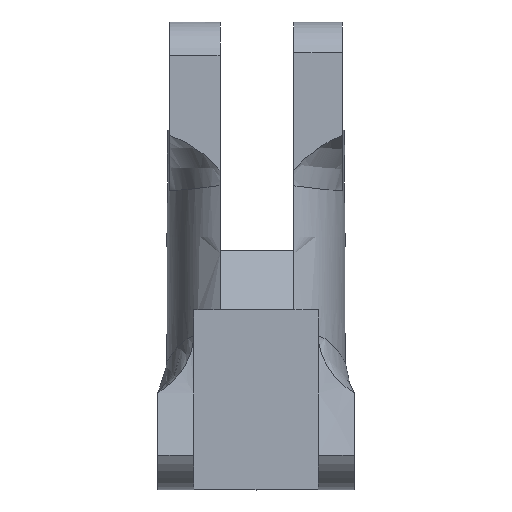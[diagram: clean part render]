
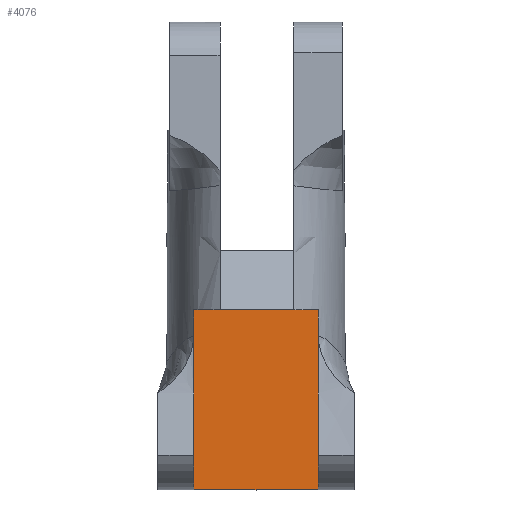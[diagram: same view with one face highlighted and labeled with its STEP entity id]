
A CAD part, top view. The second image highlights one B-rep face of the part: STEP entity #4076.
In plain terms, the highlighted planar face has unit normal (0, 0, 1).
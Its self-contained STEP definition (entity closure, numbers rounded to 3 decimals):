
#205=DIRECTION('',(-1.,0.,0.));
#206=VECTOR('',#205,10.4);
#207=CARTESIAN_POINT('',(5.2,0.,8.));
#208=LINE('',#207,#206);
#269=DIRECTION('',(0.,-1.,0.));
#270=VECTOR('',#269,15.);
#271=CARTESIAN_POINT('',(5.2,15.,8.));
#272=LINE('',#271,#270);
#876=DIRECTION('',(1.,0.,0.));
#877=VECTOR('',#876,2.05);
#878=CARTESIAN_POINT('',(3.15,15.,8.));
#879=LINE('',#878,#877);
#1167=DIRECTION('',(1.,0.,0.));
#1168=VECTOR('',#1167,6.15);
#1169=CARTESIAN_POINT('',(-3.,15.,8.));
#1170=LINE('',#1169,#1168);
#1207=DIRECTION('',(0.,1.,0.));
#1208=VECTOR('',#1207,15.);
#1209=CARTESIAN_POINT('',(-5.2,0.,8.));
#1210=LINE('',#1209,#1208);
#1437=DIRECTION('',(1.,0.,0.));
#1438=VECTOR('',#1437,2.2);
#1439=CARTESIAN_POINT('',(-5.2,15.,8.));
#1440=LINE('',#1439,#1438);
#1649=CARTESIAN_POINT('',(-5.2,15.,8.));
#1651=VERTEX_POINT('',#1649);
#1659=CARTESIAN_POINT('',(5.2,15.,8.));
#1660=VERTEX_POINT('',#1659);
#1673=CARTESIAN_POINT('',(-5.2,0.,8.));
#1675=VERTEX_POINT('',#1673);
#1726=CARTESIAN_POINT('',(5.2,0.,8.));
#1727=VERTEX_POINT('',#1726);
#1728=CARTESIAN_POINT('',(-3.,15.,8.));
#1729=VERTEX_POINT('',#1728);
#1730=CARTESIAN_POINT('',(3.15,15.,8.));
#1731=VERTEX_POINT('',#1730);
#4061=CARTESIAN_POINT('',(0.,0.,8.));
#4062=DIRECTION('',(0.,0.,1.));
#4063=DIRECTION('',(1.,0.,0.));
#4064=AXIS2_PLACEMENT_3D('',#4061,#4062,#4063);
#4065=PLANE('',#4064);
#4067=ORIENTED_EDGE('',*,*,#4066,.T.);
#4069=ORIENTED_EDGE('',*,*,#4068,.T.);
#4070=ORIENTED_EDGE('',*,*,#4053,.T.);
#4071=ORIENTED_EDGE('',*,*,#3311,.T.);
#4072=ORIENTED_EDGE('',*,*,#1928,.T.);
#4073=ORIENTED_EDGE('',*,*,#1859,.T.);
#4074=EDGE_LOOP('',(#4067,#4069,#4070,#4071,#4072,#4073));
#4075=FACE_OUTER_BOUND('',#4074,.F.);
#4076=ADVANCED_FACE('',(#4075),#4065,.T.);
#1859=EDGE_CURVE('',#1727,#1675,#208,.T.);
#1928=EDGE_CURVE('',#1660,#1727,#272,.T.);
#3311=EDGE_CURVE('',#1731,#1660,#879,.T.);
#4053=EDGE_CURVE('',#1729,#1731,#1170,.T.);
#4066=EDGE_CURVE('',#1675,#1651,#1210,.T.);
#4068=EDGE_CURVE('',#1651,#1729,#1440,.T.);
